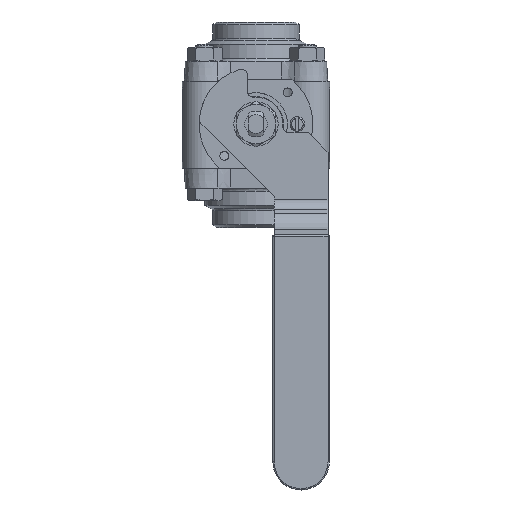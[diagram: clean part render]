
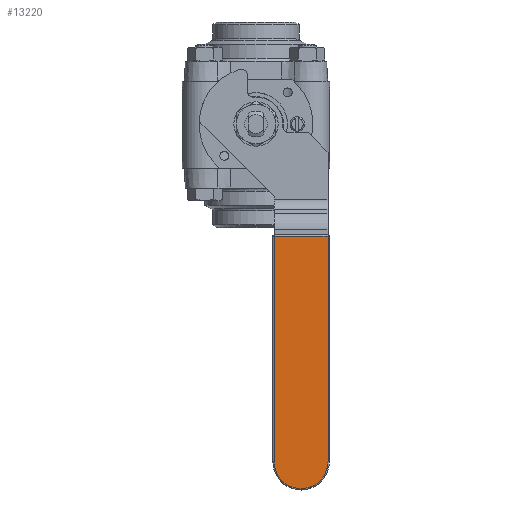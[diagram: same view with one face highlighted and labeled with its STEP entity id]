
A CAD part, top view. The second image highlights one B-rep face of the part: STEP entity #13220.
In plain terms, the highlighted planar face has unit normal (0, 0, 1).
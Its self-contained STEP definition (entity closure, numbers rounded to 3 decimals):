
#12778=CARTESIAN_POINT('',(-15.022,125.631,2.845));
#12779=VERTEX_POINT('',#12778);
#12787=CARTESIAN_POINT('',(15.022,125.631,2.845));
#12788=VERTEX_POINT('',#12787);
#12789=CARTESIAN_POINT('',(-15.022,125.631,2.845));
#12790=DIRECTION('',(1.0,0.0,0.0));
#12791=VECTOR('',#12790,30.044);
#12792=LINE('',#12789,#12791);
#12793=EDGE_CURVE('',#12779,#12788,#12792,.T.);
#12971=CARTESIAN_POINT('',(-15.022,0.0,2.845));
#12972=VERTEX_POINT('',#12971);
#12980=CARTESIAN_POINT('',(-15.022,0.0,2.845));
#12981=DIRECTION('',(0.0,1.0,0.0));
#12982=VECTOR('',#12981,125.631);
#12983=LINE('',#12980,#12982);
#12984=EDGE_CURVE('',#12972,#12779,#12983,.T.);
#13171=CARTESIAN_POINT('',(15.022,0.,2.845));
#13172=VERTEX_POINT('',#13171);
#13180=CARTESIAN_POINT('',(0.0,0.0,2.845));
#13181=DIRECTION('',(0.0,0.0,-1.0));
#13182=DIRECTION('',(0.0,-1.0,0.0));
#13183=AXIS2_PLACEMENT_3D('',#13180,#13181,#13182);
#13184=CIRCLE('',#13183,15.022);
#13185=EDGE_CURVE('',#13172,#12972,#13184,.T.);
#13198=CARTESIAN_POINT('',(15.022,125.631,2.845));
#13199=DIRECTION('',(0.0,-1.0,0.0));
#13200=VECTOR('',#13199,125.631);
#13201=LINE('',#13198,#13200);
#13202=EDGE_CURVE('',#12788,#13172,#13201,.T.);
#13209=CARTESIAN_POINT('',(0.,0.0,2.845));
#13210=DIRECTION('',(0.0,0.0,1.0));
#13211=DIRECTION('',(1.0,0.0,0.0));
#13212=AXIS2_PLACEMENT_3D('',#13209,#13210,#13211);
#13213=PLANE('',#13212);
#13214=ORIENTED_EDGE('',*,*,#12793,.F.);
#13215=ORIENTED_EDGE('',*,*,#12984,.F.);
#13216=ORIENTED_EDGE('',*,*,#13185,.F.);
#13217=ORIENTED_EDGE('',*,*,#13202,.F.);
#13218=EDGE_LOOP('',(#13214,#13215,#13216,#13217));
#13219=FACE_OUTER_BOUND('',#13218,.T.);
#13220=ADVANCED_FACE('',(#13219),#13213,.T.);
